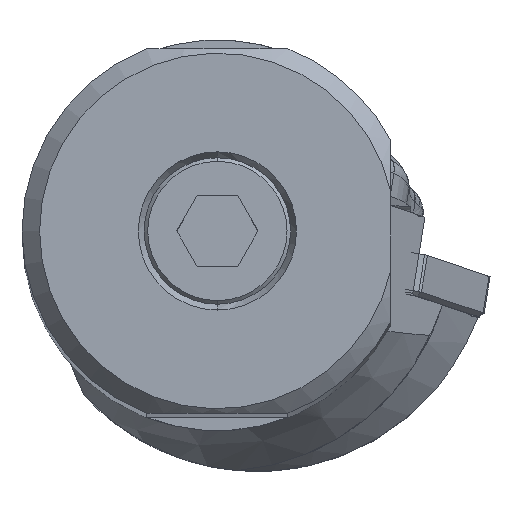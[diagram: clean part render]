
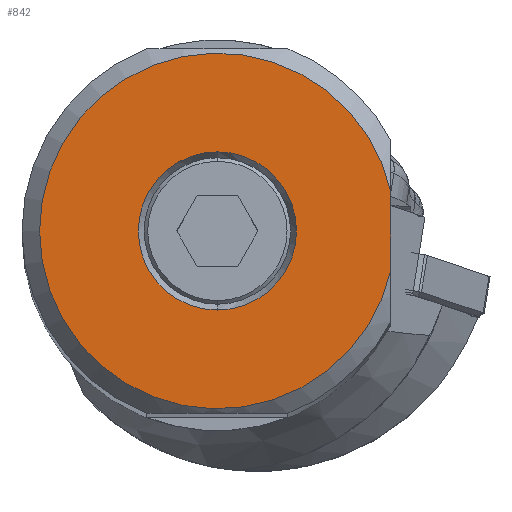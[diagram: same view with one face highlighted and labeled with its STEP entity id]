
A CAD part, top view. The second image highlights one B-rep face of the part: STEP entity #842.
In plain terms, the highlighted planar face has unit normal (0, 0, 1).
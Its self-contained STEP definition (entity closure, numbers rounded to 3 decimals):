
#842=ADVANCED_FACE('',(#1218,#1219),#1141,.T.);
#1141=PLANE('',#5396);
#1218=FACE_BOUND('',#1248,.T.);
#1219=FACE_BOUND('',#1249,.T.);
#1248=EDGE_LOOP('',(#2083,#2084));
#1249=EDGE_LOOP('',(#2085,#2086));
#1562=LINE('',#7385,#1822);
#1822=VECTOR('',#5996,1.);
#2083=ORIENTED_EDGE('',*,*,#4173,.F.);
#2084=ORIENTED_EDGE('',*,*,#4174,.T.);
#2085=ORIENTED_EDGE('',*,*,#4175,.F.);
#2086=ORIENTED_EDGE('',*,*,#4176,.F.);
#3663=VERTEX_POINT('',#7383);
#3664=VERTEX_POINT('',#7384);
#3665=VERTEX_POINT('',#7387);
#3666=VERTEX_POINT('',#7388);
#4173=EDGE_CURVE('',#3663,#3664,#4963,.T.);
#4174=EDGE_CURVE('',#3663,#3664,#1562,.T.);
#4175=EDGE_CURVE('',#3665,#3666,#4964,.T.);
#4176=EDGE_CURVE('',#3666,#3665,#4965,.T.);
#4963=CIRCLE('',#5393,20.225);
#4964=CIRCLE('',#5394,9.);
#4965=CIRCLE('',#5395,9.);
#5393=AXIS2_PLACEMENT_3D('',#7382,#5994,#5995);
#5394=AXIS2_PLACEMENT_3D('',#7386,#5997,#5998);
#5395=AXIS2_PLACEMENT_3D('',#7389,#5999,#6000);
#5396=AXIS2_PLACEMENT_3D('',#7390,#6001,#6002);
#5994=DIRECTION('',(0.,0.,-1.));
#5995=DIRECTION('',(0.975,-0.221,0.));
#5996=DIRECTION('',(0.,1.,0.));
#5997=DIRECTION('',(0.,0.,1.));
#5998=DIRECTION('',(0.,1.,0.));
#5999=DIRECTION('',(0.,0.,1.));
#6000=DIRECTION('',(0.,-1.,0.));
#6001=DIRECTION('',(0.,0.,1.));
#6002=DIRECTION('',(-1.,0.,0.));
#7382=CARTESIAN_POINT('',(0.,0.,0.));
#7383=CARTESIAN_POINT('',(19.725,-4.469,0.));
#7384=CARTESIAN_POINT('',(19.725,4.469,0.));
#7385=CARTESIAN_POINT('',(19.725,-4.469,0.));
#7386=CARTESIAN_POINT('',(0.,0.,0.));
#7387=CARTESIAN_POINT('',(0.,9.,0.));
#7388=CARTESIAN_POINT('',(0.,-9.,0.));
#7389=CARTESIAN_POINT('',(0.,0.,0.));
#7390=CARTESIAN_POINT('',(-0.267,-0.001,0.));
